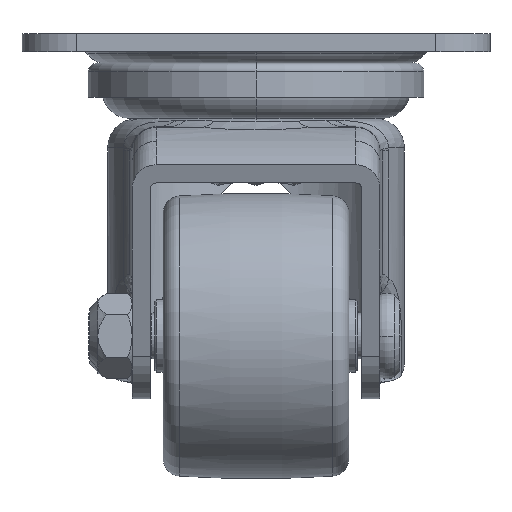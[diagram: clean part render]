
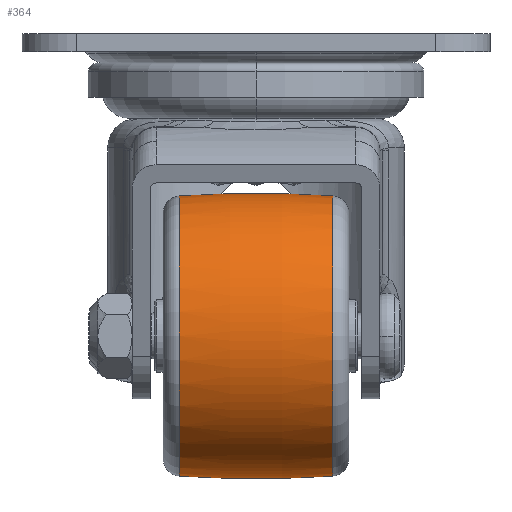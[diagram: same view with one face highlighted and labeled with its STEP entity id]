
A CAD part, front view. The second image highlights one B-rep face of the part: STEP entity #364.
In plain terms, the highlighted toroidal (fillet/blend) face has major radius 175 mm and minor radius 200 mm.
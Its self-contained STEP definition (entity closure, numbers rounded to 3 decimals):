
#283 = VERTEX_POINT ( 'NONE', #4137 ) ;
#284 = VERTEX_POINT ( 'NONE', #4136 ) ;
#285 = ORIENTED_EDGE ( 'NONE', *, *, #286, .T. ) ;
#286 = EDGE_CURVE ( 'NONE', #284, #296, #4134, .T. ) ;
#296 = VERTEX_POINT ( 'NONE', #4119 ) ;
#297 = VERTEX_POINT ( 'NONE', #4118 ) ;
#342 = ORIENTED_EDGE ( 'NONE', *, *, #343, .F. ) ;
#343 = EDGE_CURVE ( 'NONE', #297, #296, #4211, .T. ) ;
#344 = ORIENTED_EDGE ( 'NONE', *, *, #345, .F. ) ;
#345 = EDGE_CURVE ( 'NONE', #283, #297, #4207, .T. ) ;
#364 = ADVANCED_FACE ( 'NONE', ( #4226 ), #4225, .T. ) ;
#365 = EDGE_LOOP ( 'NONE', ( #366, #285, #342, #344 ) ) ;
#366 = ORIENTED_EDGE ( 'NONE', *, *, #367, .T. ) ;
#367 = EDGE_CURVE ( 'NONE', #283, #284, #4219, .T. ) ;
#4118 = CARTESIAN_POINT ( 'NONE',  ( 823.739, 895.584, -19.078 ) ) ;
#4119 = CARTESIAN_POINT ( 'NONE',  ( 823.739, 895.584, -68.172 ) ) ;
#4130 = DIRECTION ( 'NONE',  ( 0., 0., -1. ) ) ;
#4131 = DIRECTION ( 'NONE',  ( 0., -1., 0. ) ) ;
#4132 = CARTESIAN_POINT ( 'NONE',  ( 810.288, 895.584, 131.375 ) ) ;
#4133 = AXIS2_PLACEMENT_3D ( 'NONE', #4132, #4131, #4130 ) ;
#4134 = CIRCLE ( 'NONE', #4133, 200. ) ;
#4136 = CARTESIAN_POINT ( 'NONE',  ( 796.836, 895.584, -68.172 ) ) ;
#4137 = CARTESIAN_POINT ( 'NONE',  ( 796.836, 895.584, -19.078 ) ) ;
#4148 = CARTESIAN_POINT ( 'NONE',  ( 823.739, 895.584, -43.625 ) ) ;
#4203 = DIRECTION ( 'NONE',  ( 0., 0., 1. ) ) ;
#4204 = DIRECTION ( 'NONE',  ( 0., 1., 0. ) ) ;
#4205 = CARTESIAN_POINT ( 'NONE',  ( 810.288, 895.584, -218.625 ) ) ;
#4206 = AXIS2_PLACEMENT_3D ( 'NONE', #4205, #4204, #4203 ) ;
#4207 = CIRCLE ( 'NONE', #4206, 200. ) ;
#4208 = DIRECTION ( 'NONE',  ( 0., 0., -1. ) ) ;
#4209 = DIRECTION ( 'NONE',  ( 1., 0., 0. ) ) ;
#4210 = AXIS2_PLACEMENT_3D ( 'NONE', #4148, #4209, #4208 ) ;
#4211 = CIRCLE ( 'NONE', #4210, 24.547 ) ;
#4216 = DIRECTION ( 'NONE',  ( 0., 0., -1. ) ) ;
#4217 = DIRECTION ( 'NONE',  ( 1., 0., 0. ) ) ;
#4218 = AXIS2_PLACEMENT_3D ( 'NONE', #4224, #4217, #4216 ) ;
#4219 = CIRCLE ( 'NONE', #4218, 24.547 ) ;
#4220 = DIRECTION ( 'NONE',  ( 0., 0., 1. ) ) ;
#4221 = DIRECTION ( 'NONE',  ( 1., 0., 0. ) ) ;
#4222 = CARTESIAN_POINT ( 'NONE',  ( 810.288, 895.584, -43.625 ) ) ;
#4223 = AXIS2_PLACEMENT_3D ( 'NONE', #4222, #4221, #4220 ) ;
#4224 = CARTESIAN_POINT ( 'NONE',  ( 796.836, 895.584, -43.625 ) ) ;
#4225 = TOROIDAL_SURFACE ( 'NONE', #4223, -175., 200. ) ;
#4226 = FACE_OUTER_BOUND ( 'NONE', #365, .T. ) ;
